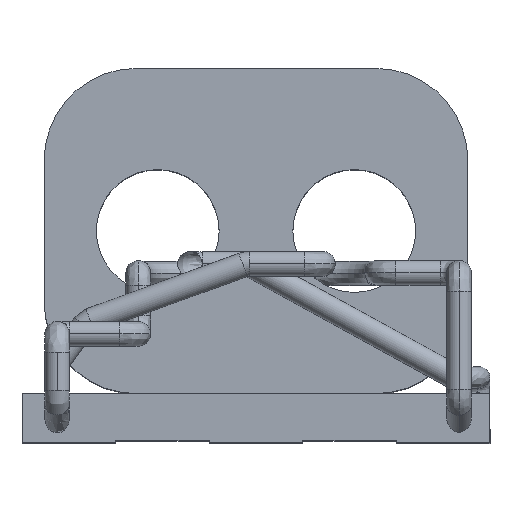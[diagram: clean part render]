
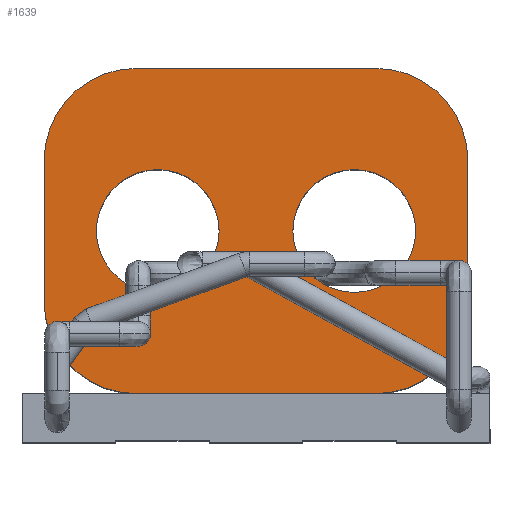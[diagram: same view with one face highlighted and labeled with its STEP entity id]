
A CAD part, top view. The second image highlights one B-rep face of the part: STEP entity #1639.
In plain terms, the highlighted planar face has unit normal (0, 0, 1).
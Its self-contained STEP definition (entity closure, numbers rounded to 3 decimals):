
#89 = EDGE_CURVE ( 'NONE', #588, #5578, #613, .T. ) ;
#98 = DIRECTION ( 'NONE',  ( 1., 0., 0. ) ) ;
#137 = VERTEX_POINT ( 'NONE', #4598 ) ;
#159 = EDGE_CURVE ( 'NONE', #1952, #137, #6687, .T. ) ;
#459 = CARTESIAN_POINT ( 'NONE',  ( 0.975, 3.03, 1.175 ) ) ;
#476 = CIRCLE ( 'NONE', #4365, 0.75 ) ;
#518 = CARTESIAN_POINT ( 'NONE',  ( -1.725, 1.132, 1.175 ) ) ;
#570 = ORIENTED_EDGE ( 'NONE', *, *, #2502, .F. ) ;
#588 = VERTEX_POINT ( 'NONE', #2718 ) ;
#613 = CIRCLE ( 'NONE', #2477, 0.5 ) ;
#616 = EDGE_CURVE ( 'NONE', #3795, #6089, #1191, .T. ) ;
#825 = EDGE_CURVE ( 'NONE', #3397, #6095, #476, .T. ) ;
#927 = EDGE_CURVE ( 'NONE', #4190, #6089, #6097, .T. ) ;
#1031 = VERTEX_POINT ( 'NONE', #1483 ) ;
#1032 = CARTESIAN_POINT ( 'NONE',  ( 1.725, 2.28, 1.175 ) ) ;
#1108 = DIRECTION ( 'NONE',  ( 1., 0., 0. ) ) ;
#1131 = DIRECTION ( 'NONE',  ( 1., 0., 0. ) ) ;
#1134 = VECTOR ( 'NONE', #3808, 1000. ) ;
#1191 = LINE ( 'NONE', #4343, #7157 ) ;
#1216 = CARTESIAN_POINT ( 'NONE',  ( 0.8, 1.706, 1.175 ) ) ;
#1293 = AXIS2_PLACEMENT_3D ( 'NONE', #4853, #2640, #5946 ) ;
#1483 = CARTESIAN_POINT ( 'NONE',  ( -1.725, 1.132, 1.175 ) ) ;
#1639 = ADVANCED_FACE ( 'NONE', ( #6514, #7027, #2917 ), #5597, .T. ) ;
#1746 = EDGE_LOOP ( 'NONE', ( #5585, #5856 ) ) ;
#1761 = CARTESIAN_POINT ( 'NONE',  ( -0.975, 2.28, 1.175 ) ) ;
#1779 = EDGE_CURVE ( 'NONE', #3257, #5383, #6227, .T. ) ;
#1830 = LINE ( 'NONE', #2106, #4570 ) ;
#1844 = DIRECTION ( 'NONE',  ( 0., 0., 1. ) ) ;
#1952 = VERTEX_POINT ( 'NONE', #3670 ) ;
#1970 = LINE ( 'NONE', #518, #6447 ) ;
#2038 = LINE ( 'NONE', #459, #1134 ) ;
#2065 = CARTESIAN_POINT ( 'NONE',  ( 0.975, 3.03, 1.175 ) ) ;
#2096 = AXIS2_PLACEMENT_3D ( 'NONE', #1216, #5704, #1108 ) ;
#2106 = CARTESIAN_POINT ( 'NONE',  ( 1.725, 1.132, 1.175 ) ) ;
#2131 = ORIENTED_EDGE ( 'NONE', *, *, #616, .T. ) ;
#2153 = EDGE_LOOP ( 'NONE', ( #6298, #5634 ) ) ;
#2194 = DIRECTION ( 'NONE',  ( 1., 0., 0. ) ) ;
#2294 = ORIENTED_EDGE ( 'NONE', *, *, #5428, .T. ) ;
#2326 = DIRECTION ( 'NONE',  ( -1., 0., 0. ) ) ;
#2332 = CARTESIAN_POINT ( 'NONE',  ( -0.8, 1.706, 1.175 ) ) ;
#2388 = CARTESIAN_POINT ( 'NONE',  ( -0.975, 0.382, 1.175 ) ) ;
#2477 = AXIS2_PLACEMENT_3D ( 'NONE', #2332, #6255, #4613 ) ;
#2502 = EDGE_CURVE ( 'NONE', #3795, #1031, #7220, .T. ) ;
#2640 = DIRECTION ( 'NONE',  ( 0., 0., -1. ) ) ;
#2718 = CARTESIAN_POINT ( 'NONE',  ( -1.3, 1.706, 1.175 ) ) ;
#2917 = FACE_BOUND ( 'NONE', #2153, .T. ) ;
#3174 = CIRCLE ( 'NONE', #5427, 0.5 ) ;
#3195 = EDGE_CURVE ( 'NONE', #3257, #6095, #2038, .T. ) ;
#3200 = DIRECTION ( 'NONE',  ( 0., 1., 0. ) ) ;
#3205 = CARTESIAN_POINT ( 'NONE',  ( -0.975, 1.132, 1.175 ) ) ;
#3257 = VERTEX_POINT ( 'NONE', #2065 ) ;
#3397 = VERTEX_POINT ( 'NONE', #3925 ) ;
#3435 = DIRECTION ( 'NONE',  ( 0., 0., -1. ) ) ;
#3528 = CARTESIAN_POINT ( 'NONE',  ( -0.3, 1.706, 1.175 ) ) ;
#3543 = DIRECTION ( 'NONE',  ( 1., 0., 0. ) ) ;
#3670 = CARTESIAN_POINT ( 'NONE',  ( 0.3, 1.706, 1.175 ) ) ;
#3778 = EDGE_LOOP ( 'NONE', ( #4325, #5248, #7234, #6909, #6222, #2294, #570, #2131 ) ) ;
#3795 = VERTEX_POINT ( 'NONE', #2388 ) ;
#3808 = DIRECTION ( 'NONE',  ( -1., 0., 0. ) ) ;
#3810 = EDGE_CURVE ( 'NONE', #5578, #588, #3174, .T. ) ;
#3925 = CARTESIAN_POINT ( 'NONE',  ( -1.725, 2.28, 1.175 ) ) ;
#4071 = CARTESIAN_POINT ( 'NONE',  ( 0.975, 2.28, 1.175 ) ) ;
#4190 = VERTEX_POINT ( 'NONE', #5019 ) ;
#4325 = ORIENTED_EDGE ( 'NONE', *, *, #927, .F. ) ;
#4343 = CARTESIAN_POINT ( 'NONE',  ( 0.975, 0.382, 1.175 ) ) ;
#4355 = DIRECTION ( 'NONE',  ( -1., 0., 0. ) ) ;
#4365 = AXIS2_PLACEMENT_3D ( 'NONE', #1761, #5684, #2326 ) ;
#4522 = DIRECTION ( 'NONE',  ( 0., 0., -1. ) ) ;
#4570 = VECTOR ( 'NONE', #3200, 1000. ) ;
#4598 = CARTESIAN_POINT ( 'NONE',  ( 1.3, 1.706, 1.175 ) ) ;
#4613 = DIRECTION ( 'NONE',  ( 1., 0., 0. ) ) ;
#4853 = CARTESIAN_POINT ( 'NONE',  ( 0.975, 1.132, 1.175 ) ) ;
#4893 = DIRECTION ( 'NONE',  ( 0., 0., -1. ) ) ;
#4932 = DIRECTION ( 'NONE',  ( 0., -1., 0. ) ) ;
#4961 = CARTESIAN_POINT ( 'NONE',  ( -0.975, 3.03, 1.175 ) ) ;
#5019 = CARTESIAN_POINT ( 'NONE',  ( 1.725, 1.132, 1.175 ) ) ;
#5234 = AXIS2_PLACEMENT_3D ( 'NONE', #5328, #5275, #6431 ) ;
#5248 = ORIENTED_EDGE ( 'NONE', *, *, #6710, .T. ) ;
#5275 = DIRECTION ( 'NONE',  ( 0., 0., -1. ) ) ;
#5328 = CARTESIAN_POINT ( 'NONE',  ( 0.975, 2.28, 1.175 ) ) ;
#5383 = VERTEX_POINT ( 'NONE', #1032 ) ;
#5427 = AXIS2_PLACEMENT_3D ( 'NONE', #6847, #3435, #98 ) ;
#5428 = EDGE_CURVE ( 'NONE', #3397, #1031, #1970, .T. ) ;
#5429 = CARTESIAN_POINT ( 'NONE',  ( 0.975, 0.382, 1.175 ) ) ;
#5487 = EDGE_CURVE ( 'NONE', #137, #1952, #6355, .T. ) ;
#5578 = VERTEX_POINT ( 'NONE', #3528 ) ;
#5585 = ORIENTED_EDGE ( 'NONE', *, *, #3810, .T. ) ;
#5597 = PLANE ( 'NONE',  #6125 ) ;
#5634 = ORIENTED_EDGE ( 'NONE', *, *, #159, .T. ) ;
#5684 = DIRECTION ( 'NONE',  ( 0., 0., -1. ) ) ;
#5704 = DIRECTION ( 'NONE',  ( 0., 0., -1. ) ) ;
#5856 = ORIENTED_EDGE ( 'NONE', *, *, #89, .T. ) ;
#5946 = DIRECTION ( 'NONE',  ( -1., 0., 0. ) ) ;
#6070 = AXIS2_PLACEMENT_3D ( 'NONE', #3205, #4893, #4355 ) ;
#6089 = VERTEX_POINT ( 'NONE', #5429 ) ;
#6095 = VERTEX_POINT ( 'NONE', #4961 ) ;
#6097 = CIRCLE ( 'NONE', #1293, 0.75 ) ;
#6125 = AXIS2_PLACEMENT_3D ( 'NONE', #4071, #1844, #3543 ) ;
#6222 = ORIENTED_EDGE ( 'NONE', *, *, #825, .F. ) ;
#6227 = CIRCLE ( 'NONE', #5234, 0.75 ) ;
#6255 = DIRECTION ( 'NONE',  ( 0., 0., -1. ) ) ;
#6298 = ORIENTED_EDGE ( 'NONE', *, *, #5487, .T. ) ;
#6355 = CIRCLE ( 'NONE', #6561, 0.5 ) ;
#6431 = DIRECTION ( 'NONE',  ( -1., 0., 0. ) ) ;
#6447 = VECTOR ( 'NONE', #4932, 1000. ) ;
#6514 = FACE_OUTER_BOUND ( 'NONE', #3778, .T. ) ;
#6561 = AXIS2_PLACEMENT_3D ( 'NONE', #6763, #4522, #1131 ) ;
#6687 = CIRCLE ( 'NONE', #2096, 0.5 ) ;
#6710 = EDGE_CURVE ( 'NONE', #4190, #5383, #1830, .T. ) ;
#6763 = CARTESIAN_POINT ( 'NONE',  ( 0.8, 1.706, 1.175 ) ) ;
#6847 = CARTESIAN_POINT ( 'NONE',  ( -0.8, 1.706, 1.175 ) ) ;
#6909 = ORIENTED_EDGE ( 'NONE', *, *, #3195, .T. ) ;
#7027 = FACE_BOUND ( 'NONE', #1746, .T. ) ;
#7157 = VECTOR ( 'NONE', #2194, 1000. ) ;
#7220 = CIRCLE ( 'NONE', #6070, 0.75 ) ;
#7234 = ORIENTED_EDGE ( 'NONE', *, *, #1779, .F. ) ;
